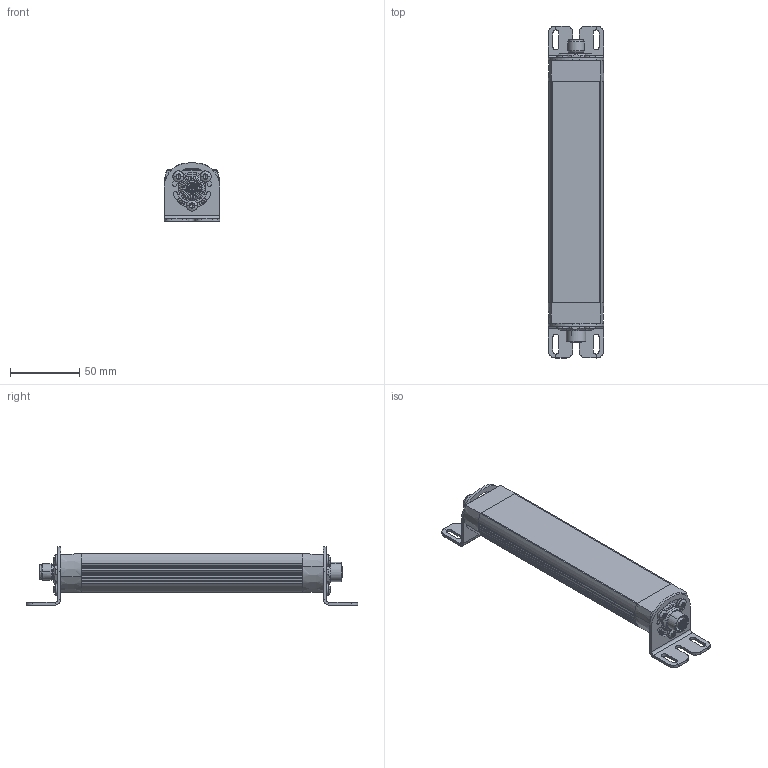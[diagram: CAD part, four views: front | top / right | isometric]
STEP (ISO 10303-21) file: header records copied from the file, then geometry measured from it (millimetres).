
FILE_DESCRIPTION(('CATIA V5 STEP Exchange','CAx-IF Rec.Pracs.--- Model Styling and Organization---1.4--- 2014-01-23'),'2;1');
FILE_NAME ('1482999-2_0', '2022-11-03T06:50:45+00:00', ('none'), ('Weidmueller'), 'CATIA Version 5-6 Release 2016 SP3 HF44', 'CATIA V5 STEP AP214', 'none');
FILE_SCHEMA(('AUTOMOTIVE_DESIGN { 1 0 10303 214 1 1 1 1 }'));
Products named in the file (1): 2899220000
Bounding box: 40.01 x 240 x 42 mm (x, y, z)
Volume: 180605.3 mm3; surface area: 57812.9 mm2
Topology: 10 solids, 10 shells, 1549 faces, 4374 edges, 2802 vertices
Faces by surface type: cylinder 641, plane 482, cone 226, bspline 118, torus 66, sphere 16
Entity records: 54279 total; most frequent: CARTESIAN_POINT 17729, ORIENTED_EDGE 8608, DIRECTION 5796, EDGE_CURVE 4304, AXIS2_PLACEMENT_3D 2922, VERTEX_POINT 2800, EDGE_LOOP 1670, ADVANCED_FACE 1547
